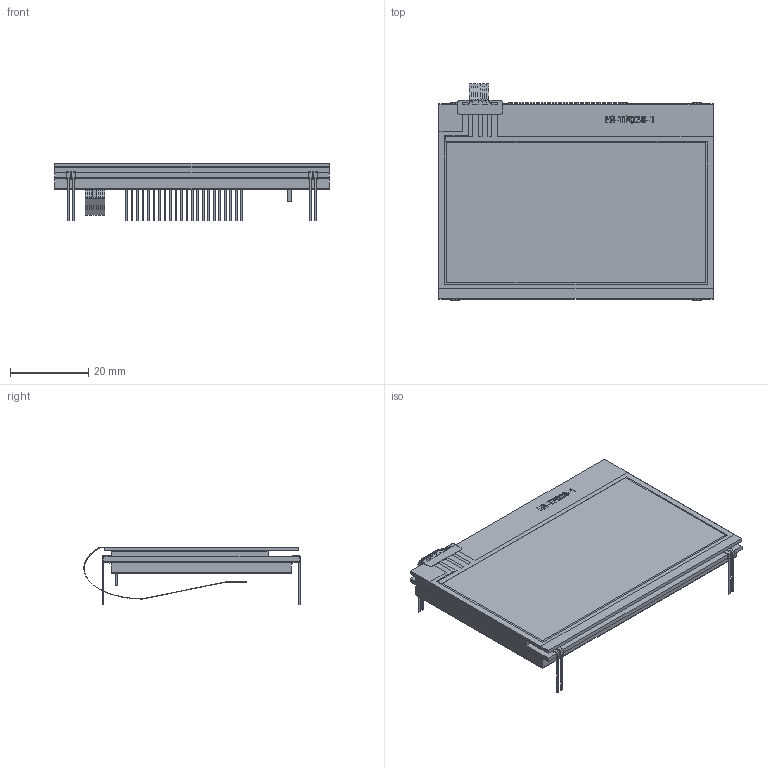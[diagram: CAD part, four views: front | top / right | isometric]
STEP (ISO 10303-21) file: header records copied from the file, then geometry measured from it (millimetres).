
FILE_DESCRIPTION(('FreeCAD Model'),'2;1');
FILE_NAME('ER-TP028-1.step', '2018-07-31T14:16:13',('kicad StepUp'),('ksu MCAD'), 'Open CASCADE STEP processor 7.3','FreeCAD','Unknown');
FILE_SCHEMA(('AUTOMOTIVE_DESIGN { 1 0 10303 214 1 1 1 1 }'));
Length unit declared in the file: millimetre
Products named in the file (1): ER-TP028-1
Bounding box: 70 x 55.22 x 14.8 mm (x, y, z)
Volume: 21253.4 mm3; surface area: 11293.8 mm2
Topology: 3 solids, 3 shells, 1081 faces, 3354 edges, 2297 vertices
Faces by surface type: plane 822, cylinder 223, bspline 18, extrusion 18
Entity records: 46782 total; most frequent: CARTESIAN_POINT 9131, ORIENTED_EDGE 6708, DIRECTION 5748, EDGE_CURVE 3354, VECTOR 2720, LINE 2702, VERTEX_POINT 2297, AXIS2_PLACEMENT_3D 1514
